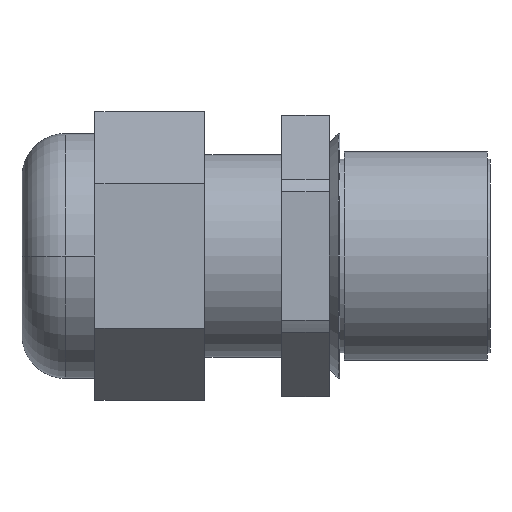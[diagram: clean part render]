
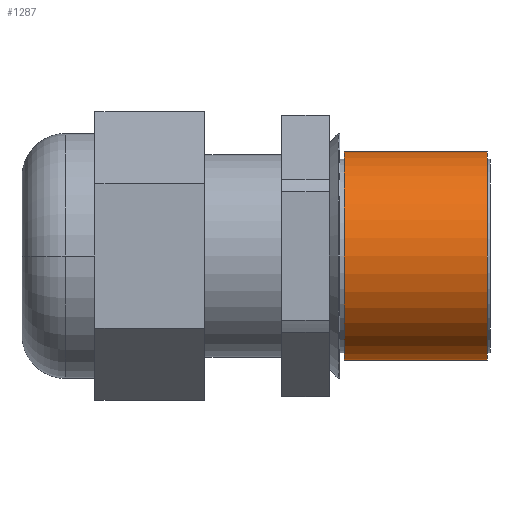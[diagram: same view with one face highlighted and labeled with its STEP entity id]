
A CAD part, left-side view. The second image highlights one B-rep face of the part: STEP entity #1287.
In plain terms, the highlighted cylindrical face has radius 10 mm (diameter 20 mm), a partial arc.
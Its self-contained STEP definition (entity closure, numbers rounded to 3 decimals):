
#56 = CARTESIAN_POINT ( 'NONE',  ( 0., 17.05, 0. ) ) ;
#72 = DIRECTION ( 'NONE',  ( 0., 0., -1. ) ) ;
#79 = ORIENTED_EDGE ( 'NONE', *, *, #1619, .F. ) ;
#151 = VERTEX_POINT ( 'NONE', #2225 ) ;
#242 = LINE ( 'NONE', #1034, #408 ) ;
#361 = CIRCLE ( 'NONE', #523, 10. ) ;
#380 = DIRECTION ( 'NONE',  ( 0., -1., 0. ) ) ;
#408 = VECTOR ( 'NONE', #2145, 1000. ) ;
#476 = ORIENTED_EDGE ( 'NONE', *, *, #2221, .T. ) ;
#523 = AXIS2_PLACEMENT_3D ( 'NONE', #1860, #544, #1247 ) ;
#544 = DIRECTION ( 'NONE',  ( 0., -1., 0. ) ) ;
#558 = AXIS2_PLACEMENT_3D ( 'NONE', #2064, #380, #72 ) ;
#638 = VECTOR ( 'NONE', #1551, 1000. ) ;
#645 = ORIENTED_EDGE ( 'NONE', *, *, #974, .F. ) ;
#812 = FACE_OUTER_BOUND ( 'NONE', #1620, .T. ) ;
#834 = CARTESIAN_POINT ( 'NONE',  ( 0., -7.75, 10. ) ) ;
#959 = DIRECTION ( 'NONE',  ( 0., -1., 0. ) ) ;
#963 = VERTEX_POINT ( 'NONE', #1909 ) ;
#974 = EDGE_CURVE ( 'NONE', #2170, #1477, #1007, .T. ) ;
#1007 = LINE ( 'NONE', #1670, #638 ) ;
#1032 = ORIENTED_EDGE ( 'NONE', *, *, #1358, .T. ) ;
#1034 = CARTESIAN_POINT ( 'NONE',  ( 0., 17.05, -10. ) ) ;
#1067 = CYLINDRICAL_SURFACE ( 'NONE', #1961, 10. ) ;
#1247 = DIRECTION ( 'NONE',  ( 0., 0., -1. ) ) ;
#1287 = ADVANCED_FACE ( 'NONE', ( #812 ), #1067, .T. ) ;
#1350 = CARTESIAN_POINT ( 'NONE',  ( 0., -21.5, 10. ) ) ;
#1358 = EDGE_CURVE ( 'NONE', #2170, #963, #2187, .T. ) ;
#1477 = VERTEX_POINT ( 'NONE', #1350 ) ;
#1551 = DIRECTION ( 'NONE',  ( 0., -1., 0. ) ) ;
#1605 = DIRECTION ( 'NONE',  ( 0., 0., -1. ) ) ;
#1619 = EDGE_CURVE ( 'NONE', #1477, #151, #361, .T. ) ;
#1620 = EDGE_LOOP ( 'NONE', ( #645, #1032, #476, #79 ) ) ;
#1670 = CARTESIAN_POINT ( 'NONE',  ( 0., 17.05, 10. ) ) ;
#1860 = CARTESIAN_POINT ( 'NONE',  ( 0., -21.5, 0. ) ) ;
#1909 = CARTESIAN_POINT ( 'NONE',  ( 0., -7.75, -10. ) ) ;
#1961 = AXIS2_PLACEMENT_3D ( 'NONE', #56, #959, #1605 ) ;
#2064 = CARTESIAN_POINT ( 'NONE',  ( 0., -7.75, 0. ) ) ;
#2145 = DIRECTION ( 'NONE',  ( 0., -1., 0. ) ) ;
#2170 = VERTEX_POINT ( 'NONE', #834 ) ;
#2187 = CIRCLE ( 'NONE', #558, 10. ) ;
#2221 = EDGE_CURVE ( 'NONE', #963, #151, #242, .T. ) ;
#2225 = CARTESIAN_POINT ( 'NONE',  ( 0., -21.5, -10. ) ) ;
